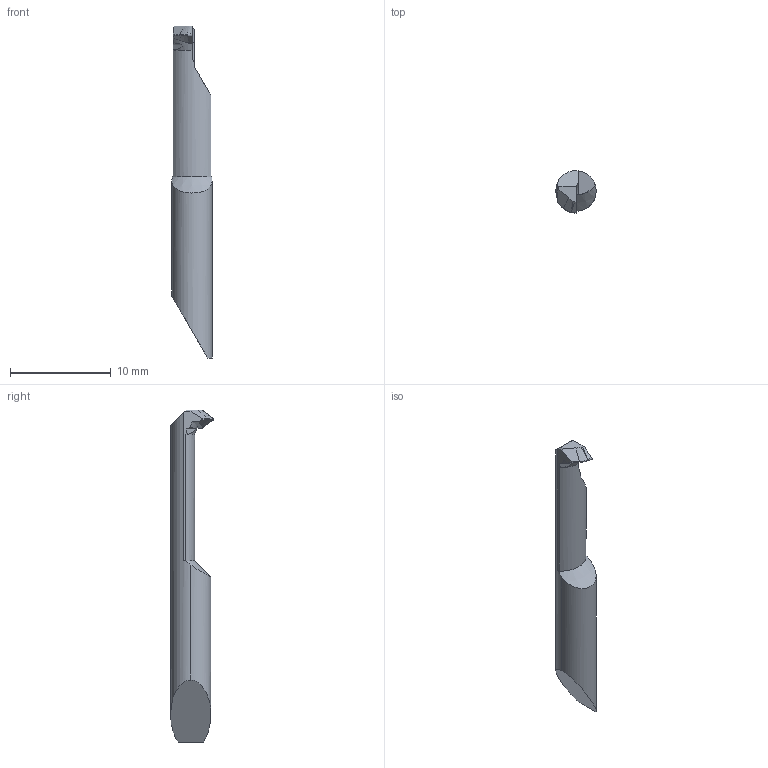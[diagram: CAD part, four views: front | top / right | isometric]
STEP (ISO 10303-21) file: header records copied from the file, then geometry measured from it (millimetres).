
FILE_DESCRIPTION (( 'STEP AP203' ), '1' );
FILE_NAME ('NCTV4R-42.15-100V-YG812 [NCTV04R4215100T].STEP', '2023-06-05T07:46:36', ( '' ), ( '' ), 'SwSTEP 2.0', 'SolidWorks 2018', '' );
FILE_SCHEMA (( 'CONFIG_CONTROL_DESIGN' ));
Length unit declared in the file: millimetre
Products named in the file (1): NCTV4R-42.15-100V-YG812 [NCTV04R4215100T]
Bounding box: 4 x 4.25 x 33 mm (x, y, z)
Volume: 274.7 mm3; surface area: 358.2 mm2
Topology: 1 solids, 1 shells, 35 faces, 91 edges, 58 vertices
Faces by surface type: plane 21, bspline 6, cylinder 5, cone 2, torus 1
Entity records: 1386 total; most frequent: CARTESIAN_POINT 540, ORIENTED_EDGE 182, DIRECTION 132, EDGE_CURVE 91, VERTEX_POINT 58, LINE 46, VECTOR 46, AXIS2_PLACEMENT_3D 43
